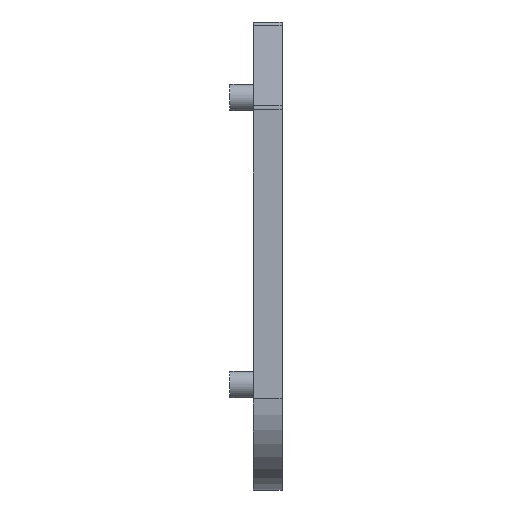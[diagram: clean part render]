
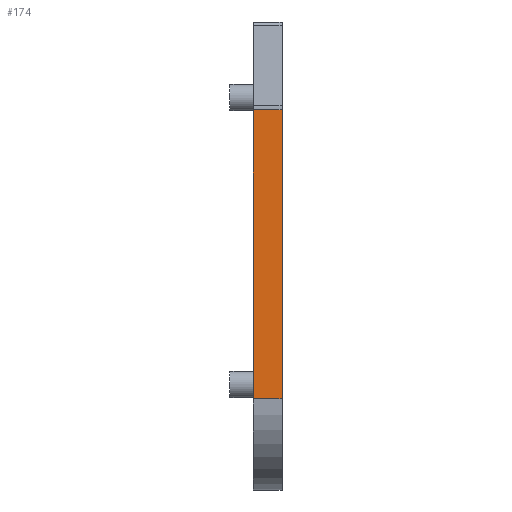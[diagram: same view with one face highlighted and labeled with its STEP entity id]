
A CAD part, left-side view. The second image highlights one B-rep face of the part: STEP entity #174.
In plain terms, the highlighted planar face has unit normal (-1, 0, 0).
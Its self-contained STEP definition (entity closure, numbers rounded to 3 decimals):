
#174 = ADVANCED_FACE( '', ( #362 ), #363, .T. );
#362 = FACE_OUTER_BOUND( '', #561, .T. );
#363 = PLANE( '', #562 );
#561 = EDGE_LOOP( '', ( #981, #982, #983, #984 ) );
#562 = AXIS2_PLACEMENT_3D( '', #985, #986, #987 );
#981 = ORIENTED_EDGE( '', *, *, #1354, .F. );
#982 = ORIENTED_EDGE( '', *, *, #1180, .T. );
#983 = ORIENTED_EDGE( '', *, *, #1355, .T. );
#984 = ORIENTED_EDGE( '', *, *, #1187, .T. );
#985 = CARTESIAN_POINT( '', ( -37., 2.2, -17.8 ) );
#986 = DIRECTION( '', ( -1., 0., 0. ) );
#987 = DIRECTION( '', ( 0., 0., 1. ) );
#1180 = EDGE_CURVE( '', #1400, #1397, #1401, .T. );
#1187 = EDGE_CURVE( '', #1406, #1411, #1413, .T. );
#1354 = EDGE_CURVE( '', #1400, #1411, #1669, .T. );
#1355 = EDGE_CURVE( '', #1397, #1406, #1670, .T. );
#1397 = VERTEX_POINT( '', #1717 );
#1400 = VERTEX_POINT( '', #1720 );
#1401 = LINE( '', #1721, #1722 );
#1406 = VERTEX_POINT( '', #1728 );
#1411 = VERTEX_POINT( '', #1734 );
#1413 = LINE( '', #1736, #1737 );
#1669 = LINE( '', #2097, #2098 );
#1670 = LINE( '', #2099, #2100 );
#1717 = CARTESIAN_POINT( '', ( -37., 2.2, 11.366 ) );
#1720 = CARTESIAN_POINT( '', ( -37., 0., 11.366 ) );
#1721 = CARTESIAN_POINT( '', ( -37., 2.2, 11.366 ) );
#1722 = VECTOR( '', #2167, 1000. );
#1728 = CARTESIAN_POINT( '', ( -37., 2.2, -10.8 ) );
#1734 = CARTESIAN_POINT( '', ( -37., 0., -10.8 ) );
#1736 = CARTESIAN_POINT( '', ( -37., 82.278, -10.8 ) );
#1737 = VECTOR( '', #2179, 1000. );
#2097 = CARTESIAN_POINT( '', ( -37., 0., -17.8 ) );
#2098 = VECTOR( '', #2341, 1000. );
#2099 = CARTESIAN_POINT( '', ( -37., 2.2, -17.8 ) );
#2100 = VECTOR( '', #2342, 1000. );
#2167 = DIRECTION( '', ( 0., 1., 0. ) );
#2179 = DIRECTION( '', ( 0., -1., 0. ) );
#2341 = DIRECTION( '', ( 0., 0., -1. ) );
#2342 = DIRECTION( '', ( 0., 0., -1. ) );
